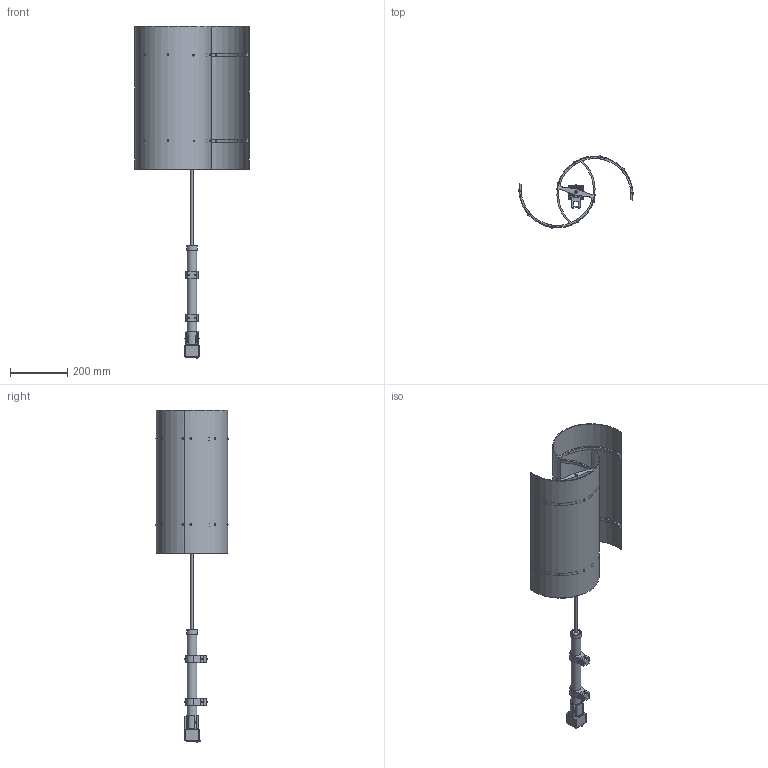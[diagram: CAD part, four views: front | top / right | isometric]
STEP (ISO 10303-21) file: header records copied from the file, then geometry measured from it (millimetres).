
FILE_DESCRIPTION(/* description */ (''),/* implementation_level */ '2;1');
FILE_NAME(/* name */ 'assembly v15.step',/* time_stamp */ '2021-12-06T22:51:33-05:00',/* author */ (''),/* organization */ (''),/* preprocessor_version */ 'ST-DEVELOPER v18.1',/* originating_system */ 'Autodesk Translation Framework v10.10.0.1391',/* authorisation */ '');
FILE_SCHEMA (('AUTOMOTIVE_DESIGN { 1 0 10303 214 3 1 1 }'));
Length unit declared in the file: millimetre
Products named in the file (62): assembly; core; bearingSleeveAssembly; bearingSleeveAssembly_1; bearing608; bearingSleeve; pipe; pipeEndCap; stepperGenerator; stepperMount; nema17; Frontplate; Backplate; Connenctor; Housing; Bearing dummy; Bearing dummy 01; Core_1; Cable; M3x34-Screw; motorToAxleCoupler; shaft; M3x12mm; fenceMount; brassInsert; brassInsert_1; brassInsert_2; fenceMount_1; Component1; Component2; brassInsert_3; brassInsert_4; brassInsert_5; M3x16mm; M3x10mm; largeSemiRotor; largeSemiRib; brassInsert_6; brassInsert_7; brassInsert_8 ...
Assembly tree (124 placements, depth 5):
  assembly
    core
      bearingSleeveAssembly
        bearing608
        bearingSleeve
      bearingSleeveAssembly_1
        bearing608
        bearingSleeve
      pipe
      pipeEndCap
      stepperGenerator
        stepperMount
        nema17
          Frontplate
          Backplate
          Connenctor
          Housing
          Bearing dummy
          Bearing dummy 01
          Core_1
          Cable
          M3x34-Screw  x4
        motorToAxleCoupler
        M3x6mm  x4
      shaft
      M3x12mm  x3
    fenceMount
      Component1
      Component2
      brassInsert
        Component1_2
      brassInsert_1
        Component1_2
      brassInsert_2
        Component1_2
      M3x16mm  x2
      M3x10mm
    fenceMount_1
      Component1
      Component2
      brassInsert_3
        Component1_2
      brassInsert_4
        Component1_2
      brassInsert_5
        Component1_2
      M3x16mm  x2
      M3x10mm
    largeSemiRotor
      largeSemiRib
        brassInsert_6
          Component1_2
        Component1_1
        brassInsert_7
          Component1_2
        brassInsert_8
          Component1_2
        brassInsert_9
          Component1_2
        brassInsert_10
Bounding box: 404.22 x 253.08 x 1159 mm (x, y, z)
Volume: 1374864.5 mm3; surface area: 1131923.1 mm2
Topology: 88 solids, 88 shells, 880 faces, 1945 edges, 1289 vertices
Faces by surface type: plane 424, cylinder 346, torus 40, cone 33, sphere 33, bspline 4
Full cylindrical faces by diameter (mm): 1.2 x4, 2.46 x12, 3 x90, 3.3 x11, 3.9 x26, 4.6 x26, 5 x1, 5.5 x1, 5.7 x33, 6 x4, 6.8 x3, 7.7 x1, 8 x8, 11.4 x4, 11.6 x1, 12 x8, 16 x1, 17.8 x4, 18.4 x4, 20.5 x2, 22 x7, 22.3 x2, 25 x2, 25.4 x1, 28 x3, 30 x2, 33.4 x1, 34 x4, 35 x1, 38 x1
Entity records: 18218 total; most frequent: CARTESIAN_POINT 5383, DIRECTION 2602, ORIENTED_EDGE 2146, EDGE_CURVE 1073, AXIS2_PLACEMENT_3D 1039, VERTEX_POINT 716, EDGE_LOOP 633, LINE 524
